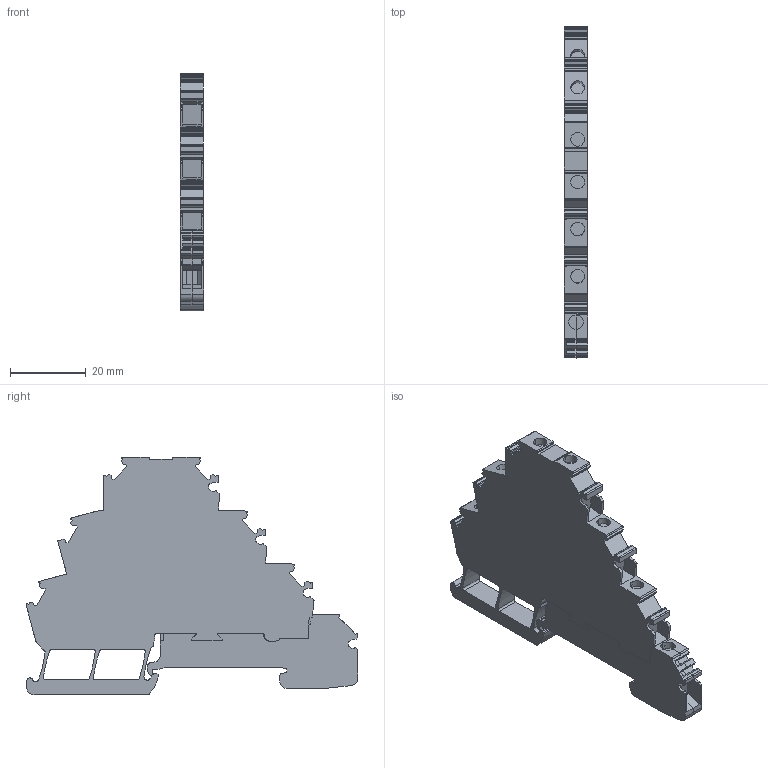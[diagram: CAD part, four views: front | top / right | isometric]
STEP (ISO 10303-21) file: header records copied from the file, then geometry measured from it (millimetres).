
FILE_DESCRIPTION(('CATIA V5 STEP Exchange','CAx-IF Rec.Pracs.--- Model Styling and Organization---1.4--- 2014-01-23'),'2;1');
FILE_NAME ('D1464022_0', '2020-06-22T06:12:07+00:00', ('none'), ('Weidmueller'), 'CATIA Version 5-6 Release 2016 SP3 HF44', 'CATIA V5 STEP AP214', 'none');
FILE_SCHEMA(('AUTOMOTIVE_DESIGN { 1 0 10303 214 1 1 1 1 }'));
Length unit declared in the file: millimetre
Products named in the file (1): 7917030000
Bounding box: 6.12 x 87.7 x 62.85 mm (x, y, z)
Volume: 18838.4 mm3; surface area: 12091.7 mm2
Topology: 3 solids, 3 shells, 635 faces, 1791 edges, 1179 vertices
Faces by surface type: plane 415, cylinder 196, cone 24
Entity records: 19620 total; most frequent: ORIENTED_EDGE 3582, CARTESIAN_POINT 3578, DIRECTION 2848, EDGE_CURVE 1791, VECTOR 1404, LINE 1404, VERTEX_POINT 1179, AXIS2_PLACEMENT_3D 909
